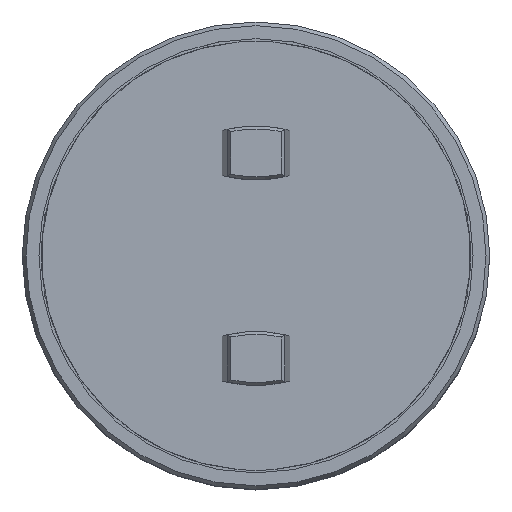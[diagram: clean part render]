
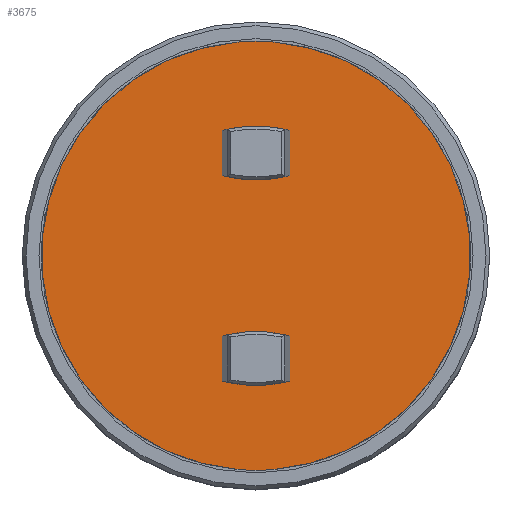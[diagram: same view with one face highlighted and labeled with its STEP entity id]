
A CAD part, top view. The second image highlights one B-rep face of the part: STEP entity #3675.
In plain terms, the highlighted planar face has unit normal (0, 0, 1).
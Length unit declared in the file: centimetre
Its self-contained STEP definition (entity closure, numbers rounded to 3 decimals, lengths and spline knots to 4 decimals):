
#194=FACE_OUTER_BOUND($,#1308,.T.);
#608=LINE($,#5883,#984);
#612=LINE($,#5902,#988);
#684=LINE($,#6095,#1060);
#690=LINE($,#6125,#1066);
#984=VECTOR($,#4671,0.1754);
#988=VECTOR($,#4689,0.1754);
#1060=VECTOR($,#4927,0.1754);
#1066=VECTOR($,#4965,0.1754);
#1105=FACE_BOUND($,#1309,.T.);
#1106=FACE_BOUND($,#1310,.T.);
#1308=EDGE_LOOP($,(#3129,#3130,#3131,#3132));
#1309=EDGE_LOOP($,(#3133,#3134,#3135,#3136));
#1310=EDGE_LOOP($,(#3137,#3138,#3139,#3140));
#1376=CIRCLE($,#3748,0.835);
#1383=CIRCLE($,#3764,0.835);
#1413=CIRCLE($,#3889,0.505);
#1415=CIRCLE($,#3896,0.505);
#1422=CIRCLE($,#3979,0.505);
#1426=CIRCLE($,#3995,0.505);
#1427=CIRCLE($,#3997,0.835);
#1433=CIRCLE($,#4004,0.835);
#1537=VERTEX_POINT($,#5330);
#1539=VERTEX_POINT($,#5333);
#1558=VERTEX_POINT($,#5376);
#1560=VERTEX_POINT($,#5380);
#1716=VERTEX_POINT($,#5881);
#1717=VERTEX_POINT($,#5882);
#1722=VERTEX_POINT($,#5894);
#1724=VERTEX_POINT($,#5900);
#1725=VERTEX_POINT($,#5901);
#1730=VERTEX_POINT($,#5913);
#1763=VERTEX_POINT($,#6094);
#1771=VERTEX_POINT($,#6124);
#1874=EDGE_CURVE($,#1539,#1537,#1376,.T.);
#1896=EDGE_CURVE($,#1558,#1560,#1383,.T.);
#2140=EDGE_CURVE($,#1716,#1717,#608,.T.);
#2146=EDGE_CURVE($,#1717,#1722,#1413,.T.);
#2149=EDGE_CURVE($,#1724,#1725,#612,.T.);
#2155=EDGE_CURVE($,#1725,#1730,#1415,.T.);
#2235=EDGE_CURVE($,#1722,#1763,#684,.T.);
#2238=EDGE_CURVE($,#1763,#1716,#1422,.T.);
#2250=EDGE_CURVE($,#1730,#1771,#690,.T.);
#2253=EDGE_CURVE($,#1771,#1724,#1426,.T.);
#2254=EDGE_CURVE($,#1560,#1539,#1427,.T.);
#2260=EDGE_CURVE($,#1537,#1558,#1433,.T.);
#3129=ORIENTED_EDGE($,*,*,#2260,.T.);
#3130=ORIENTED_EDGE($,*,*,#1896,.T.);
#3131=ORIENTED_EDGE($,*,*,#2254,.T.);
#3132=ORIENTED_EDGE($,*,*,#1874,.T.);
#3133=ORIENTED_EDGE($,*,*,#2250,.F.);
#3134=ORIENTED_EDGE($,*,*,#2155,.F.);
#3135=ORIENTED_EDGE($,*,*,#2149,.F.);
#3136=ORIENTED_EDGE($,*,*,#2253,.F.);
#3137=ORIENTED_EDGE($,*,*,#2235,.F.);
#3138=ORIENTED_EDGE($,*,*,#2146,.F.);
#3139=ORIENTED_EDGE($,*,*,#2140,.F.);
#3140=ORIENTED_EDGE($,*,*,#2238,.F.);
#3471=PLANE($,#4003);
#3675=ADVANCED_FACE($,(#194,#1105,#1106),#3471,.T.);
#3748=AXIS2_PLACEMENT_3D($,#5334,#4186,#4187);
#3764=AXIS2_PLACEMENT_3D($,#5382,#4229,#4230);
#3889=AXIS2_PLACEMENT_3D($,#5895,#4681,#4682);
#3896=AXIS2_PLACEMENT_3D($,#5914,#4699,#4700);
#3979=AXIS2_PLACEMENT_3D($,#6100,#4935,#4936);
#3995=AXIS2_PLACEMENT_3D($,#6130,#4973,#4974);
#3997=AXIS2_PLACEMENT_3D($,#6132,#4977,#4978);
#4003=AXIS2_PLACEMENT_3D($,#6138,#4989,#4990);
#4004=AXIS2_PLACEMENT_3D($,#6139,#4991,#4992);
#4186=DIRECTION('center_axis',(0.,0.,
1.));
#4187=DIRECTION('ref_axis',(-1.,0.,0.));
#4229=DIRECTION('center_axis',(0.,0.,
1.));
#4230=DIRECTION('ref_axis',(-1.,0.,0.));
#4671=DIRECTION($,(0.,-1.,0.));
#4681=DIRECTION('center_axis',(0.,0.,
1.));
#4682=DIRECTION('ref_axis',(0.267,0.964,0.));
#4689=DIRECTION($,(0.,-1.,0.));
#4699=DIRECTION('center_axis',(0.,0.,
1.));
#4700=DIRECTION('ref_axis',(0.267,0.964,0.));
#4927=DIRECTION($,(0.,1.,0.));
#4935=DIRECTION('center_axis',(0.,0.,
1.));
#4936=DIRECTION('ref_axis',(-0.267,-0.964,0.));
#4965=DIRECTION($,(0.,1.,0.));
#4973=DIRECTION('center_axis',(0.,0.,
1.));
#4974=DIRECTION('ref_axis',(-0.267,-0.964,0.));
#4977=DIRECTION('center_axis',(0.,0.,
1.));
#4978=DIRECTION('ref_axis',(1.,0.,0.));
#4989=DIRECTION('center_axis',(0.,0.,
1.));
#4990=DIRECTION('ref_axis',(0.,-1.,0.));
#4991=DIRECTION('center_axis',(0.,0.,
1.));
#4992=DIRECTION('ref_axis',(1.,0.,0.));
#5330=CARTESIAN_POINT('',(0.9865,0.0779,0.5457));
#5333=CARTESIAN_POINT('',(0.8465,0.0779,0.5457));
#5334=CARTESIAN_POINT('Origin',(0.9165,0.91,0.5457));
#5376=CARTESIAN_POINT('',(0.9865,1.7421,0.5457));
#5380=CARTESIAN_POINT('',(0.8465,1.7421,0.5457));
#5382=CARTESIAN_POINT('Origin',(0.9165,0.91,0.5457));
#5881=CARTESIAN_POINT('',(0.7854,1.3977,0.5457));
#5882=CARTESIAN_POINT('',(0.7854,1.2223,0.5457));
#5883=CARTESIAN_POINT($,(0.7854,1.0667,0.5457));
#5894=CARTESIAN_POINT('',(1.0476,1.2223,0.5457));
#5895=CARTESIAN_POINT('Origin',(0.9165,1.71,0.5457));
#5900=CARTESIAN_POINT('',(0.7854,0.5977,0.5457));
#5901=CARTESIAN_POINT('',(0.7854,0.4223,0.5457));
#5902=CARTESIAN_POINT($,(0.7854,0.6667,0.5457));
#5913=CARTESIAN_POINT('',(1.0476,0.4223,0.5457));
#5914=CARTESIAN_POINT('Origin',(0.9165,0.91,0.5457));
#6094=CARTESIAN_POINT('',(1.0476,1.3977,0.5457));
#6095=CARTESIAN_POINT($,(1.0476,1.1533,0.5457));
#6100=CARTESIAN_POINT('Origin',(0.9165,0.91,0.5457));
#6124=CARTESIAN_POINT('',(1.0476,0.5977,0.5457));
#6125=CARTESIAN_POINT($,(1.0476,0.7533,0.5457));
#6130=CARTESIAN_POINT('Origin',(0.9165,0.11,0.5457));
#6132=CARTESIAN_POINT('Origin',(0.9165,0.91,0.5457));
#6138=CARTESIAN_POINT('Origin',(0.9165,0.91,0.5457));
#6139=CARTESIAN_POINT('Origin',(0.9165,0.91,0.5457));
